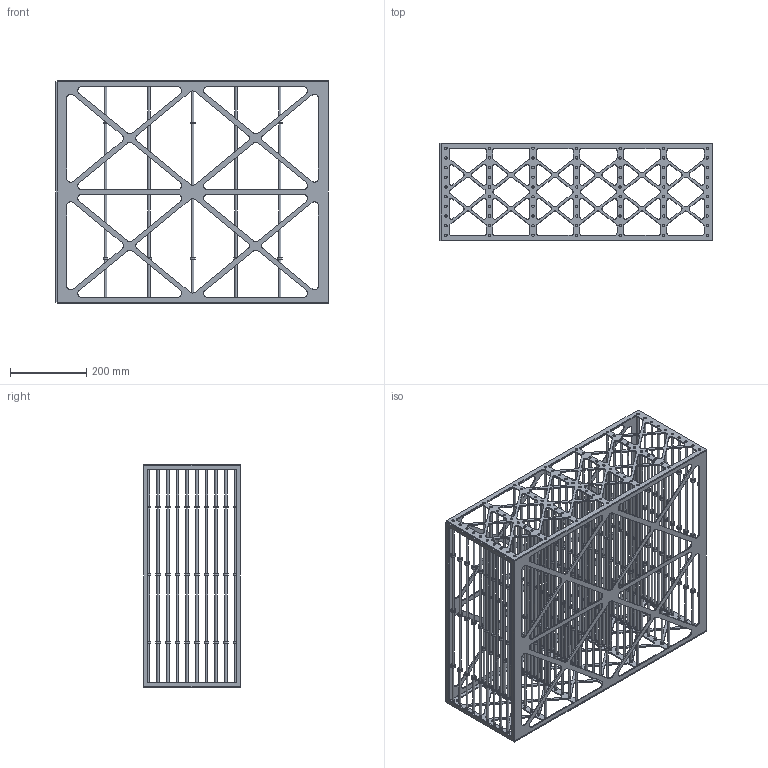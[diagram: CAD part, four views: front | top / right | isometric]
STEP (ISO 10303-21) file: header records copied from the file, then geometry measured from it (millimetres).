
FILE_DESCRIPTION(/* description */ (''),/* implementation_level */ '2;1');
FILE_NAME(/* name */ 'sheet basket v3.step',/* time_stamp */ '2024-07-25T15:55:51-04:00',/* author */ (''),/* organization */ (''),/* preprocessor_version */ 'ST-DEVELOPER v20',/* originating_system */ 'Autodesk Translation Framework v13.14.0.145',/* authorisation */ '');
FILE_SCHEMA (('AUTOMOTIVE_DESIGN { 1 0 10303 214 3 1 1 }'));
Length unit declared in the file: inch
Products named in the file (3): sheet basket; Component1; Component2
Assembly tree (71 placements, depth 3):
  sheet basket
    Component1
      Component2  x70
Bounding box: 714.38 x 254 x 584.2 mm (x, y, z)
Volume: 2351479.8 mm3; surface area: 1706941.6 mm2
Topology: 75 solids, 75 shells, 2024 faces, 4362 edges, 2908 vertices
Faces by surface type: cylinder 1030, plane 994
Full cylindrical faces by diameter (mm): 6.35 x420, 12.954 x210
Entity records: 34957 total; most frequent: DIRECTION 6133, CARTESIAN_POINT 5918, ORIENTED_EDGE 5826, EDGE_CURVE 2913, AXIS2_PLACEMENT_3D 2157, VERTEX_POINT 1942, LINE 1819, VECTOR 1819
